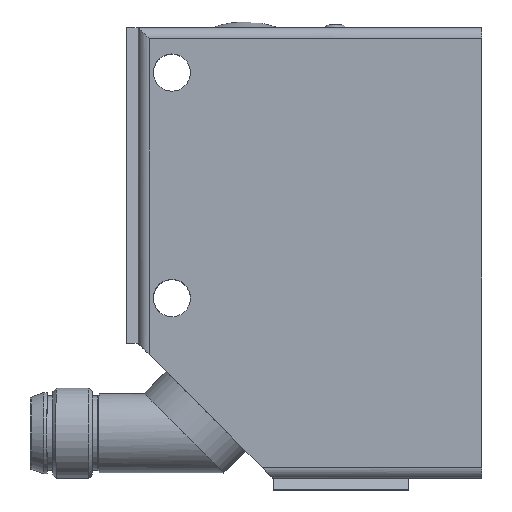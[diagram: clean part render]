
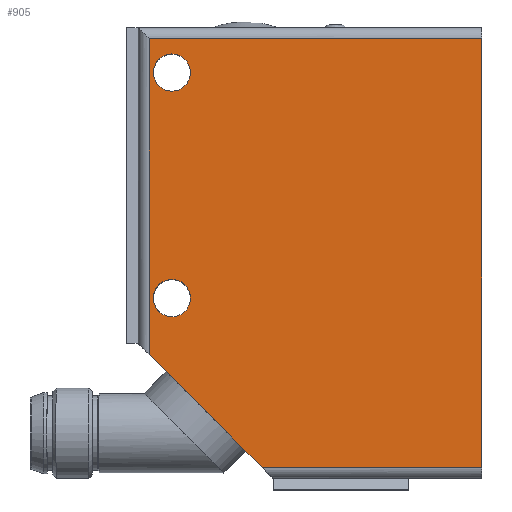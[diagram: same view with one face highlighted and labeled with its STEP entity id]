
A CAD part, top view. The second image highlights one B-rep face of the part: STEP entity #905.
In plain terms, the highlighted planar face has unit normal (0, 0, 1).
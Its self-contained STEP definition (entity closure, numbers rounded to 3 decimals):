
#68=FACE_BOUND('',#241,.T.);
#69=FACE_BOUND('',#242,.T.);
#116=CIRCLE('',#991,1.65);
#117=CIRCLE('',#992,1.65);
#166=FACE_OUTER_BOUND('',#240,.T.);
#240=EDGE_LOOP('',(#742,#743,#744,#745,#746));
#241=EDGE_LOOP('',(#747));
#242=EDGE_LOOP('',(#748));
#334=LINE('',#1407,#393);
#343=LINE('',#1441,#402);
#356=LINE('',#1544,#415);
#357=LINE('',#1547,#416);
#358=LINE('',#1548,#417);
#393=VECTOR('',#1108,19.5);
#402=VECTOR('',#1149,38.);
#415=VECTOR('',#1194,14.142);
#416=VECTOR('',#1197,29.5);
#417=VECTOR('',#1198,28.);
#457=VERTEX_POINT('',#1405);
#458=VERTEX_POINT('',#1406);
#467=VERTEX_POINT('',#1439);
#478=VERTEX_POINT('',#1535);
#482=VERTEX_POINT('',#1546);
#483=VERTEX_POINT('',#1549);
#484=VERTEX_POINT('',#1551);
#544=EDGE_CURVE('',#457,#458,#334,.T.);
#561=EDGE_CURVE('',#457,#467,#343,.T.);
#583=EDGE_CURVE('',#478,#458,#356,.T.);
#584=EDGE_CURVE('',#482,#467,#357,.T.);
#585=EDGE_CURVE('',#478,#482,#358,.T.);
#586=EDGE_CURVE('',#483,#483,#116,.T.);
#587=EDGE_CURVE('',#484,#484,#117,.T.);
#742=ORIENTED_EDGE('',*,*,#584,.F.);
#743=ORIENTED_EDGE('',*,*,#585,.F.);
#744=ORIENTED_EDGE('',*,*,#583,.T.);
#745=ORIENTED_EDGE('',*,*,#544,.F.);
#746=ORIENTED_EDGE('',*,*,#561,.T.);
#747=ORIENTED_EDGE('',*,*,#586,.T.);
#748=ORIENTED_EDGE('',*,*,#587,.T.);
#866=PLANE('',#990);
#905=ADVANCED_FACE('',(#166,#68,#69),#866,.T.);
#990=AXIS2_PLACEMENT_3D('',#1545,#1195,#1196);
#991=AXIS2_PLACEMENT_3D('',#1550,#1199,#1200);
#992=AXIS2_PLACEMENT_3D('',#1552,#1201,#1202);
#1108=DIRECTION('',(-1.,0.,0.));
#1149=DIRECTION('',(0.,1.,0.));
#1194=DIRECTION('',(0.707,-0.707,0.));
#1195=DIRECTION('center_axis',(0.,0.,1.));
#1196=DIRECTION('ref_axis',(1.,0.,0.));
#1197=DIRECTION('',(1.,0.,0.));
#1198=DIRECTION('',(0.,1.,0.));
#1199=DIRECTION('center_axis',(0.,0.,-1.));
#1200=DIRECTION('ref_axis',(1.,0.,0.));
#1201=DIRECTION('center_axis',(0.,0.,-1.));
#1202=DIRECTION('ref_axis',(1.,0.,0.));
#1405=CARTESIAN_POINT('',(10.342,-17.75,7.296));
#1406=CARTESIAN_POINT('',(-9.158,-17.75,7.296));
#1407=CARTESIAN_POINT('',(10.342,-17.75,7.296));
#1439=CARTESIAN_POINT('',(10.342,20.25,7.296));
#1441=CARTESIAN_POINT('',(10.342,-18.75,7.296));
#1535=CARTESIAN_POINT('',(-19.158,-7.75,7.296));
#1544=CARTESIAN_POINT('',(-12.658,-14.25,7.296));
#1545=CARTESIAN_POINT('Origin',(-6.158,1.25,7.296));
#1546=CARTESIAN_POINT('',(-19.158,20.25,7.296));
#1547=CARTESIAN_POINT('',(10.342,20.25,7.296));
#1548=CARTESIAN_POINT('',(-19.158,-8.75,7.296));
#1549=CARTESIAN_POINT('',(-15.508,-2.75,7.296));
#1550=CARTESIAN_POINT('Origin',(-17.158,-2.75,7.296));
#1551=CARTESIAN_POINT('',(-15.508,17.25,7.296));
#1552=CARTESIAN_POINT('Origin',(-17.158,17.25,7.296));
